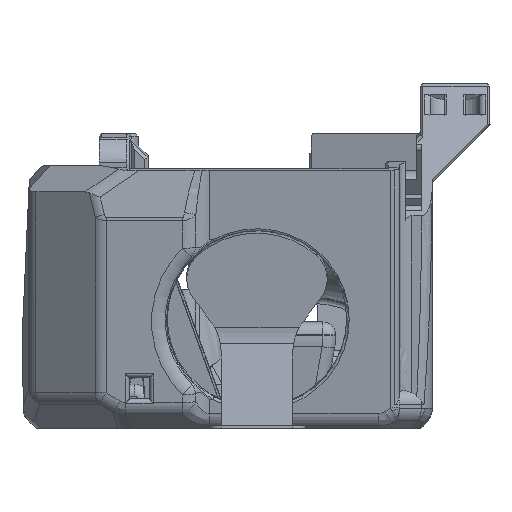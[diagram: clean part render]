
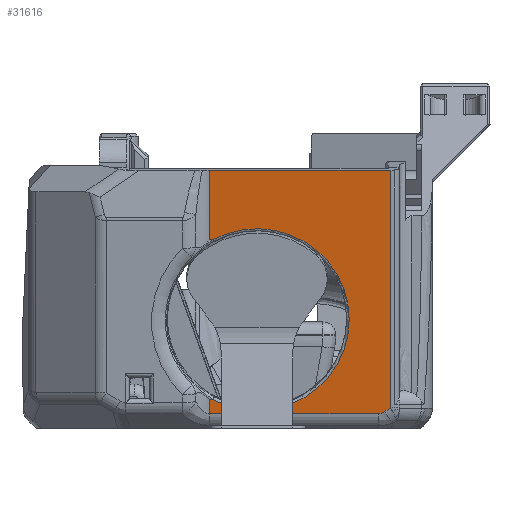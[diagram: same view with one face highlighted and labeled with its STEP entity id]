
A CAD part, left-side view. The second image highlights one B-rep face of the part: STEP entity #31616.
In plain terms, the highlighted planar face has unit normal (-0.985, 0, -0.174).
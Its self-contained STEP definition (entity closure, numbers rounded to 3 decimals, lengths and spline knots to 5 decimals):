
#943=ELLIPSE('',#33903,0.0032,0.002);
#1535=B_SPLINE_CURVE_WITH_KNOTS('',3,(#51611,#51612,#51613,#51614),
 .UNSPECIFIED.,.F.,.F.,(4,4),(0.61821,1.),.UNSPECIFIED.);
#1608=B_SPLINE_CURVE_WITH_KNOTS('',3,(#52854,#52855,#52856,#52857),
 .UNSPECIFIED.,.F.,.F.,(4,4),(0.,0.3818),.UNSPECIFIED.);
#2451=CIRCLE('',#34199,0.0144);
#7681=ORIENTED_EDGE('',*,*,#15020,.T.);
#7682=ORIENTED_EDGE('',*,*,#15035,.F.);
#7683=ORIENTED_EDGE('',*,*,#15036,.F.);
#7684=ORIENTED_EDGE('',*,*,#15037,.F.);
#7685=ORIENTED_EDGE('',*,*,#15038,.T.);
#7686=ORIENTED_EDGE('',*,*,#14657,.T.);
#7687=ORIENTED_EDGE('',*,*,#14605,.F.);
#7688=ORIENTED_EDGE('',*,*,#14604,.T.);
#7689=ORIENTED_EDGE('',*,*,#14602,.T.);
#7690=ORIENTED_EDGE('',*,*,#14600,.F.);
#14600=EDGE_CURVE('',#18697,#18698,#21639,.T.);
#14602=EDGE_CURVE('',#18699,#18698,#943,.T.);
#14604=EDGE_CURVE('',#18290,#18699,#21640,.T.);
#14605=EDGE_CURVE('',#18290,#18700,#21641,.T.);
#14657=EDGE_CURVE('',#18728,#18700,#1535,.T.);
#15020=EDGE_CURVE('',#18697,#18932,#21830,.T.);
#15035=EDGE_CURVE('',#18943,#18932,#21839,.T.);
#15036=EDGE_CURVE('',#18944,#18943,#21840,.T.);
#15037=EDGE_CURVE('',#18945,#18944,#1608,.F.);
#15038=EDGE_CURVE('',#18945,#18728,#2451,.T.);
#18290=VERTEX_POINT('',#47991);
#18697=VERTEX_POINT('',#51235);
#18698=VERTEX_POINT('',#51237);
#18699=VERTEX_POINT('',#51252);
#18700=VERTEX_POINT('',#51258);
#18728=VERTEX_POINT('',#51615);
#18932=VERTEX_POINT('',#52797);
#18943=VERTEX_POINT('',#52851);
#18944=VERTEX_POINT('',#52853);
#18945=VERTEX_POINT('',#52858);
#21639=LINE('',#51236,#24435);
#21640=LINE('',#51255,#24436);
#21641=LINE('',#51257,#24437);
#21830=LINE('',#52798,#24626);
#21839=LINE('',#52850,#24635);
#21840=LINE('',#52852,#24636);
#24435=VECTOR('',#39273,1.);
#24436=VECTOR('',#39282,1.);
#24437=VECTOR('',#39285,1.);
#24626=VECTOR('',#40046,1.);
#24635=VECTOR('',#40067,1.);
#24636=VECTOR('',#40068,1.);
#26793=EDGE_LOOP('',(#7681,#7682,#7683,#7684,#7685,#7686,#7687,#7688,#7689,
#7690));
#28730=FACE_BOUND('',#26793,.T.);
#30199=PLANE('',#34198);
#31616=ADVANCED_FACE('',(#28730),#30199,.F.);
#33903=AXIS2_PLACEMENT_3D('',#51251,#39276,#39277);
#34198=AXIS2_PLACEMENT_3D('',#52849,#40065,#40066);
#34199=AXIS2_PLACEMENT_3D('',#52859,#40069,#40070);
#39273=DIRECTION('',(0.097,0.829,-0.551));
#39276=DIRECTION('',(-0.985,0.,-0.174));
#39277=DIRECTION('',(-0.165,-0.304,0.938));
#39282=DIRECTION('',(0.,-1.,0.));
#39285=DIRECTION('',(-0.174,0.,0.985));
#40046=DIRECTION('',(-0.174,0.,0.985));
#40065=DIRECTION('',(0.985,0.,0.174));
#40066=DIRECTION('',(-0.174,0.,0.985));
#40067=DIRECTION('',(0.,-1.,0.));
#40068=DIRECTION('',(-0.174,0.,0.985));
#40069=DIRECTION('',(0.985,0.,0.174));
#40070=DIRECTION('',(0.174,0.,-0.985));
#47991=CARTESIAN_POINT('',(-0.02786,0.01227,0.00226));
#51235=CARTESIAN_POINT('',(-0.02803,-0.016,0.00322));
#51236=CARTESIAN_POINT('',(-0.02782,-0.0142,0.00202));
#51237=CARTESIAN_POINT('',(-0.02792,-0.01507,0.0026));
#51251=CARTESIAN_POINT('',(-0.0284,-0.01465,0.00533));
#51252=CARTESIAN_POINT('',(-0.02786,-0.01407,0.00226));
#51255=CARTESIAN_POINT('',(-0.02786,-0.01465,0.00226));
#51257=CARTESIAN_POINT('',(-0.03119,0.01227,0.0211));
#51258=CARTESIAN_POINT('',(-0.02826,0.01227,0.00448));
#51611=CARTESIAN_POINT('',(-0.02826,0.01177,0.00453));
#51612=CARTESIAN_POINT('',(-0.02826,0.01193,0.00452));
#51613=CARTESIAN_POINT('',(-0.02826,0.0121,0.0045));
#51614=CARTESIAN_POINT('',(-0.02826,0.01227,0.00448));
#51615=CARTESIAN_POINT('',(-0.02826,0.01177,0.00453));
#52797=CARTESIAN_POINT('',(-0.03457,-0.016,0.0403));
#52798=CARTESIAN_POINT('',(-0.00766,-0.016,-0.1123));
#52849=CARTESIAN_POINT('',(-0.03119,0.02485,0.0211));
#52850=CARTESIAN_POINT('',(-0.03457,0.02485,0.0403));
#52851=CARTESIAN_POINT('',(-0.03457,0.01227,0.0403));
#52852=CARTESIAN_POINT('',(-0.03119,0.01227,0.0211));
#52853=CARTESIAN_POINT('',(-0.03266,0.01227,0.02946));
#52854=CARTESIAN_POINT('',(-0.03266,0.01227,0.02946));
#52855=CARTESIAN_POINT('',(-0.03266,0.0121,0.02944));
#52856=CARTESIAN_POINT('',(-0.03265,0.01193,0.02943));
#52857=CARTESIAN_POINT('',(-0.03265,0.01177,0.02941));
#52858=CARTESIAN_POINT('',(-0.03265,0.01177,0.02941));
#52859=CARTESIAN_POINT('',(-0.03046,0.00485,0.01697));
